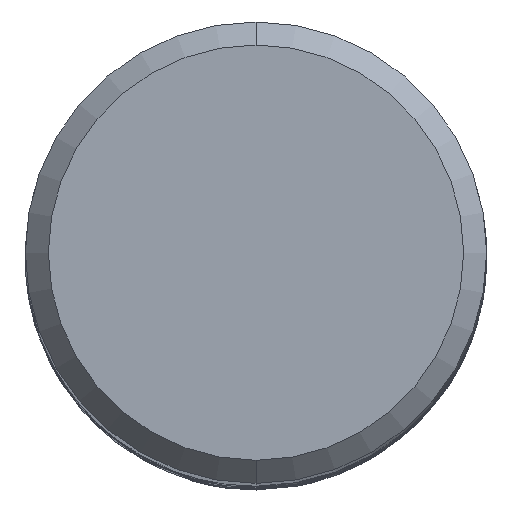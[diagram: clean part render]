
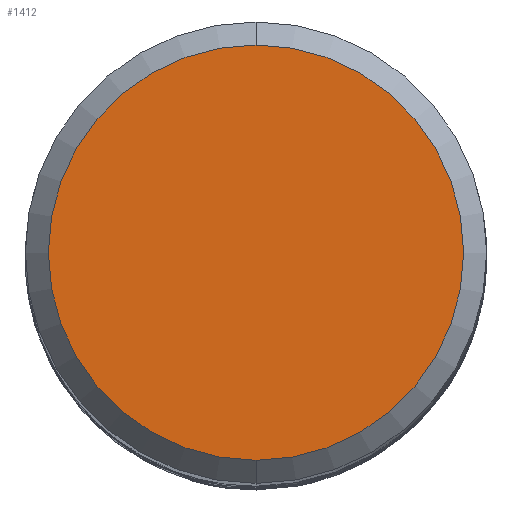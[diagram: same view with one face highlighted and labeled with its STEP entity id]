
A CAD part, top view. The second image highlights one B-rep face of the part: STEP entity #1412.
In plain terms, the highlighted planar face has unit normal (0, 0, 1).
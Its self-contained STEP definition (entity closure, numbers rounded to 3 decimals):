
#854=VERTEX_POINT('',#2079);
#934=VERTEX_POINT('',#2164);
#1014=EDGE_CURVE('',#934,#854,#2249,.T.);
#1412=ADVANCED_FACE('',(#2689),#2690,.T.);
#1698=EDGE_CURVE('',#854,#934,#3001,.T.);
#2079=CARTESIAN_POINT('',(0.0,7.2,0.0));
#2164=CARTESIAN_POINT('',(0.,-7.2,0.0));
#2249=CIRCLE('',#6645,7.2);
#2689=FACE_OUTER_BOUND('',#15502,.T.);
#2690=PLANE('',#15503);
#3001=CIRCLE('',#21721,7.2);
#6645=AXIS2_PLACEMENT_3D('',#23404,#23405,#23406);
#15502=EDGE_LOOP('',(#23934,#23935));
#15503=AXIS2_PLACEMENT_3D('',#23936,#23937,#23938);
#21721=AXIS2_PLACEMENT_3D('',#24227,#24228,#24229);
#23404=CARTESIAN_POINT('',(0.0,0.0,0.0));
#23405=DIRECTION('',(0.0,0.0,-1.0));
#23406=DIRECTION('',(0.0,1.0,0.0));
#23934=ORIENTED_EDGE('',*,*,#1698,.F.);
#23935=ORIENTED_EDGE('',*,*,#1014,.F.);
#23936=CARTESIAN_POINT('',(0.0,3.6,0.0));
#23937=DIRECTION('',(-0.0,0.0,1.0));
#23938=DIRECTION('',(0.0,-1.0,0.0));
#24227=CARTESIAN_POINT('',(0.0,0.0,0.0));
#24228=DIRECTION('',(0.0,0.0,-1.0));
#24229=DIRECTION('',(0.0,1.0,0.0));
